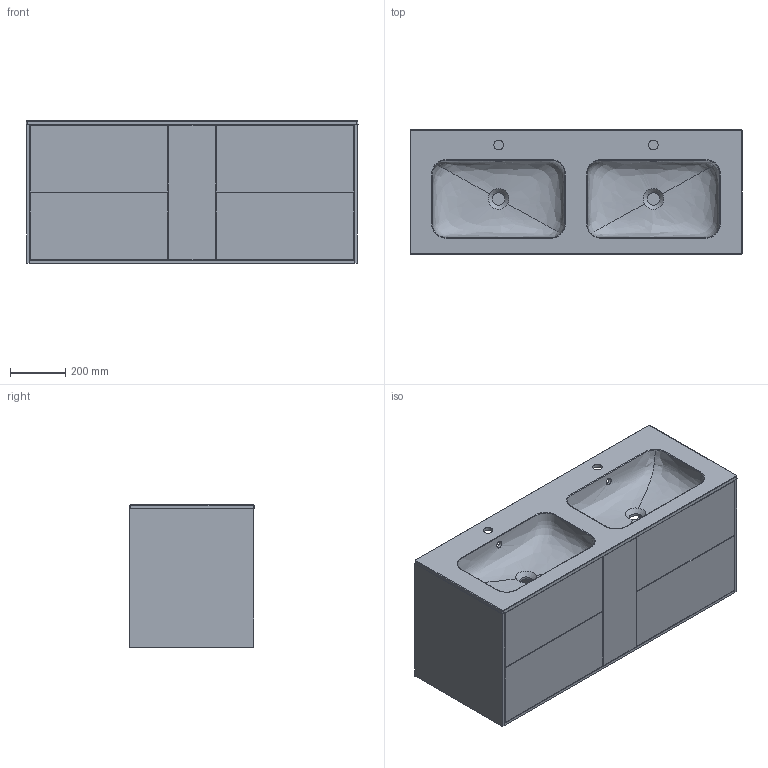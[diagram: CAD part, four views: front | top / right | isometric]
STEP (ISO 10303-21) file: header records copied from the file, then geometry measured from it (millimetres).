
FILE_DESCRIPTION(/* description */ (''),/* implementation_level */ '2;1');
FILE_NAME(/* name */ 'SPASE_della 1200-2.stp',/* time_stamp */ '2025-10-10T11:50:49+03:00',/* author */ ('ya'),/* organization */ (''),/* preprocessor_version */ 'ST-DEVELOPER v18.1',/* originating_system */ 'Autodesk Inventor 2022',/* authorisation */ '');
FILE_SCHEMA (('AUTOMOTIVE_DESIGN { 1 0 10303 214 3 1 1 }'));
Products named in the file (4): SPASE_della 1200-2; SPASE_della 1200-2_1; чехол 88; Della 1200D
Assembly tree (4 placements, depth 2):
  SPASE_della 1200-2
    SPASE_della 1200-2_1
    чехол 88  x2
    Della 1200D
Bounding box: 1200.98 x 450.73 x 514 mm (x, y, z)
Volume: 72330875.4 mm3; surface area: 10681098.6 mm2
Topology: 53 solids, 53 shells, 531 faces, 1220 edges, 798 vertices
Faces by surface type: plane 405, bspline 60, cylinder 54, sphere 8, cone 4
Full cylindrical faces by diameter (mm): 6 x8, 25 x2, 35 x2, 45 x2
Entity records: 69827 total; most frequent: CARTESIAN_POINT 58650, ORIENTED_EDGE 2292, DIRECTION 2048, EDGE_CURVE 1146, LINE 872, VECTOR 872, VERTEX_POINT 754, AXIS2_PLACEMENT_3D 588
